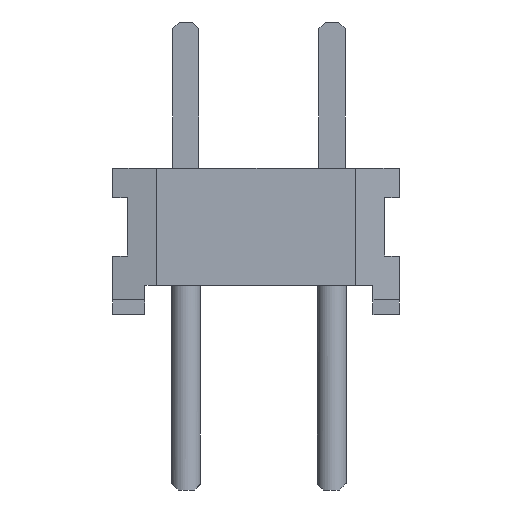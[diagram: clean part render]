
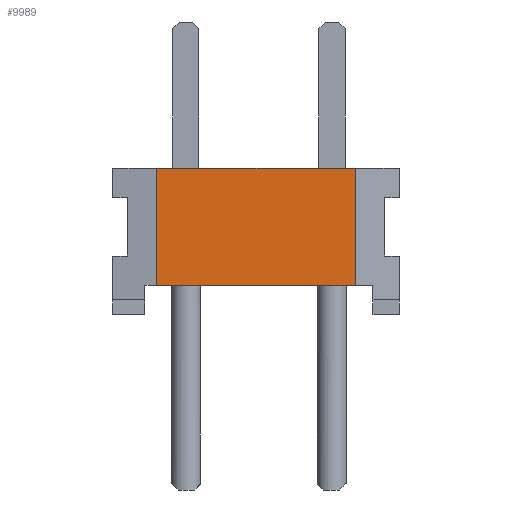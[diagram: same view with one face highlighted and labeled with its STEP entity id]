
A CAD part, left-side view. The second image highlights one B-rep face of the part: STEP entity #9989.
In plain terms, the highlighted planar face has unit normal (-1, 0, 0).
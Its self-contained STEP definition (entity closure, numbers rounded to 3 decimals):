
#9989 = ADVANCED_FACE('',(#9990),#10024,.F.);
#9990 = FACE_BOUND('',#9991,.T.);
#9991 = EDGE_LOOP('',(#9992,#10002,#10010,#10018));
#9992 = ORIENTED_EDGE('',*,*,#9993,.F.);
#9993 = EDGE_CURVE('',#9994,#9996,#9998,.T.);
#9994 = VERTEX_POINT('',#9995);
#9995 = CARTESIAN_POINT('',(-11.43,1.778,2.54));
#9996 = VERTEX_POINT('',#9997);
#9997 = CARTESIAN_POINT('',(-11.43,-1.676,2.54));
#9998 = LINE('',#9999,#10000);
#9999 = CARTESIAN_POINT('',(-11.43,2.54,2.54));
#10000 = VECTOR('',#10001,1.);
#10001 = DIRECTION('',(0.,-1.,0.));
#10002 = ORIENTED_EDGE('',*,*,#10003,.T.);
#10003 = EDGE_CURVE('',#9994,#10004,#10006,.T.);
#10004 = VERTEX_POINT('',#10005);
#10005 = CARTESIAN_POINT('',(-11.43,1.778,0.508));
#10006 = LINE('',#10007,#10008);
#10007 = CARTESIAN_POINT('',(-11.43,1.778,2.54));
#10008 = VECTOR('',#10009,1.);
#10009 = DIRECTION('',(0.,0.,-1.));
#10010 = ORIENTED_EDGE('',*,*,#10011,.T.);
#10011 = EDGE_CURVE('',#10004,#10012,#10014,.T.);
#10012 = VERTEX_POINT('',#10013);
#10013 = CARTESIAN_POINT('',(-11.43,-1.676,0.508));
#10014 = LINE('',#10015,#10016);
#10015 = CARTESIAN_POINT('',(-11.43,1.981,0.508));
#10016 = VECTOR('',#10017,1.);
#10017 = DIRECTION('',(0.,-1.,0.));
#10018 = ORIENTED_EDGE('',*,*,#10019,.T.);
#10019 = EDGE_CURVE('',#10012,#9996,#10020,.T.);
#10020 = LINE('',#10021,#10022);
#10021 = CARTESIAN_POINT('',(-11.43,-1.676,2.54));
#10022 = VECTOR('',#10023,1.);
#10023 = DIRECTION('',(0.,0.,1.));
#10024 = PLANE('',#10025);
#10025 = AXIS2_PLACEMENT_3D('',#10026,#10027,#10028);
#10026 = CARTESIAN_POINT('',(-11.43,2.54,2.54));
#10027 = DIRECTION('',(1.,0.,0.));
#10028 = DIRECTION('',(0.,1.,0.));
